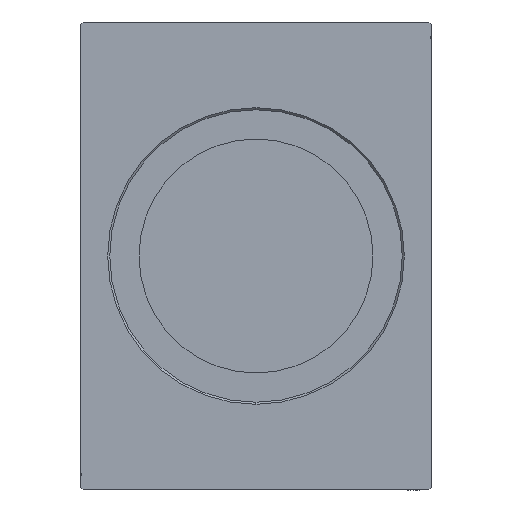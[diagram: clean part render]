
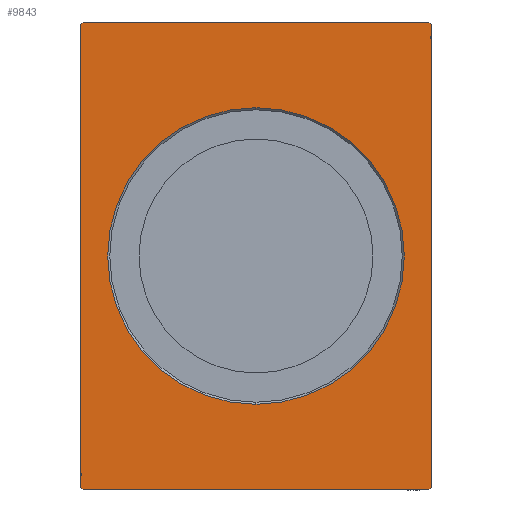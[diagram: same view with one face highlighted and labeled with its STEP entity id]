
A CAD part, left-side view. The second image highlights one B-rep face of the part: STEP entity #9843.
In plain terms, the highlighted planar face has unit normal (-1, 0, 0).
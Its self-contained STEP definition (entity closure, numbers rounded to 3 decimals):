
#66 = CARTESIAN_POINT ( 'NONE',  ( 0., 0., 0. ) ) ;
#928 = DIRECTION ( 'NONE',  ( 0., 0., -1. ) ) ;
#1345 = ORIENTED_EDGE ( 'NONE', *, *, #6529, .T. ) ;
#1787 = ORIENTED_EDGE ( 'NONE', *, *, #29003, .F. ) ;
#2369 = VERTEX_POINT ( 'NONE', #6811 ) ;
#3749 = CARTESIAN_POINT ( 'NONE',  ( 0., 0., 0. ) ) ;
#4259 = DIRECTION ( 'NONE',  ( 0., 0., -1. ) ) ;
#4755 = CARTESIAN_POINT ( 'NONE',  ( 0., 59., 80. ) ) ;
#4959 = DIRECTION ( 'NONE',  ( 0., 0.707, 0.707 ) ) ;
#5377 = LINE ( 'NONE', #21541, #29351 ) ;
#5487 = LINE ( 'NONE', #18446, #36895 ) ;
#5747 = CARTESIAN_POINT ( 'NONE',  ( 0., 0., 0. ) ) ;
#5906 = CARTESIAN_POINT ( 'NONE',  ( 0., -60., 79. ) ) ;
#6294 = DIRECTION ( 'NONE',  ( 0., -0.707, 0.707 ) ) ;
#6529 = EDGE_CURVE ( 'NONE', #2369, #35366, #40024, .T. ) ;
#6656 = DIRECTION ( 'NONE',  ( 1., 0., 0. ) ) ;
#6811 = CARTESIAN_POINT ( 'NONE',  ( 0., 0., 50.7 ) ) ;
#7156 = VECTOR ( 'NONE', #928, 1000. ) ;
#7531 = CARTESIAN_POINT ( 'NONE',  ( 0., 59., -80. ) ) ;
#8596 = VERTEX_POINT ( 'NONE', #14182 ) ;
#8647 = CARTESIAN_POINT ( 'NONE',  ( 0., -59., 80. ) ) ;
#9488 = CARTESIAN_POINT ( 'NONE',  ( 0., 59., -80. ) ) ;
#9843 = ADVANCED_FACE ( 'NONE', ( #19889, #32861 ), #38610, .F. ) ;
#10281 = VERTEX_POINT ( 'NONE', #30035 ) ;
#10320 = DIRECTION ( 'NONE',  ( 0., 0., -1. ) ) ;
#12329 = DIRECTION ( 'NONE',  ( 0., 0., -1. ) ) ;
#12787 = VECTOR ( 'NONE', #13162, 1000. ) ;
#13116 = DIRECTION ( 'NONE',  ( 0., -0.707, -0.707 ) ) ;
#13162 = DIRECTION ( 'NONE',  ( 0., 0.707, -0.707 ) ) ;
#13513 = DIRECTION ( 'NONE',  ( 1., 0., 0. ) ) ;
#14142 = EDGE_LOOP ( 'NONE', ( #32830, #34905, #1787, #27607, #33406, #41556, #40897, #16870 ) ) ;
#14182 = CARTESIAN_POINT ( 'NONE',  ( 0., -59., -80. ) ) ;
#14214 = DIRECTION ( 'NONE',  ( 0., 1., 0. ) ) ;
#15662 = CARTESIAN_POINT ( 'NONE',  ( 0., -59., 80. ) ) ;
#16482 = LINE ( 'NONE', #22656, #27933 ) ;
#16562 = LINE ( 'NONE', #23780, #21931 ) ;
#16870 = ORIENTED_EDGE ( 'NONE', *, *, #22017, .F. ) ;
#17068 = CARTESIAN_POINT ( 'NONE',  ( 0., -60., 79. ) ) ;
#17643 = CARTESIAN_POINT ( 'NONE',  ( 0., 60., 79. ) ) ;
#17892 = VERTEX_POINT ( 'NONE', #17643 ) ;
#18274 = CARTESIAN_POINT ( 'NONE',  ( 0., 0., -50.7 ) ) ;
#18446 = CARTESIAN_POINT ( 'NONE',  ( 0., 60., -79. ) ) ;
#18941 = EDGE_CURVE ( 'NONE', #17892, #29069, #16482, .T. ) ;
#19889 = FACE_BOUND ( 'NONE', #28354, .T. ) ;
#19893 = VERTEX_POINT ( 'NONE', #30037 ) ;
#20325 = AXIS2_PLACEMENT_3D ( 'NONE', #5747, #38490, #12329 ) ;
#21307 = LINE ( 'NONE', #17068, #7156 ) ;
#21320 = LINE ( 'NONE', #7531, #32121 ) ;
#21541 = CARTESIAN_POINT ( 'NONE',  ( 0., 59., 80. ) ) ;
#21931 = VECTOR ( 'NONE', #14214, 1000. ) ;
#22017 = EDGE_CURVE ( 'NONE', #29069, #31539, #5377, .T. ) ;
#22592 = EDGE_CURVE ( 'NONE', #10281, #17892, #5487, .T. ) ;
#22656 = CARTESIAN_POINT ( 'NONE',  ( 0., 60., 79. ) ) ;
#22692 = LINE ( 'NONE', #15662, #32459 ) ;
#23780 = CARTESIAN_POINT ( 'NONE',  ( 0., -59., -80. ) ) ;
#24361 = AXIS2_PLACEMENT_3D ( 'NONE', #3749, #13513, #10320 ) ;
#25117 = VERTEX_POINT ( 'NONE', #5906 ) ;
#27607 = ORIENTED_EDGE ( 'NONE', *, *, #29557, .F. ) ;
#27933 = VECTOR ( 'NONE', #6294, 1000. ) ;
#28354 = EDGE_LOOP ( 'NONE', ( #1345, #35887 ) ) ;
#28463 = CARTESIAN_POINT ( 'NONE',  ( 0., -60., -79. ) ) ;
#29003 = EDGE_CURVE ( 'NONE', #31561, #10281, #21320, .T. ) ;
#29069 = VERTEX_POINT ( 'NONE', #4755 ) ;
#29351 = VECTOR ( 'NONE', #31723, 1000. ) ;
#29557 = EDGE_CURVE ( 'NONE', #8596, #31561, #16562, .T. ) ;
#30035 = CARTESIAN_POINT ( 'NONE',  ( 0., 60., -79. ) ) ;
#30037 = CARTESIAN_POINT ( 'NONE',  ( 0., -60., -79. ) ) ;
#31415 = DIRECTION ( 'NONE',  ( 0., 0., 1. ) ) ;
#31539 = VERTEX_POINT ( 'NONE', #8647 ) ;
#31561 = VERTEX_POINT ( 'NONE', #9488 ) ;
#31723 = DIRECTION ( 'NONE',  ( 0., -1., 0. ) ) ;
#32121 = VECTOR ( 'NONE', #4959, 1000. ) ;
#32300 = LINE ( 'NONE', #28463, #12787 ) ;
#32459 = VECTOR ( 'NONE', #13116, 1000. ) ;
#32830 = ORIENTED_EDGE ( 'NONE', *, *, #18941, .F. ) ;
#32861 = FACE_OUTER_BOUND ( 'NONE', #14142, .T. ) ;
#33342 = EDGE_CURVE ( 'NONE', #19893, #8596, #32300, .T. ) ;
#33406 = ORIENTED_EDGE ( 'NONE', *, *, #33342, .F. ) ;
#33685 = EDGE_CURVE ( 'NONE', #31539, #25117, #22692, .T. ) ;
#34905 = ORIENTED_EDGE ( 'NONE', *, *, #22592, .F. ) ;
#35366 = VERTEX_POINT ( 'NONE', #18274 ) ;
#35887 = ORIENTED_EDGE ( 'NONE', *, *, #36111, .T. ) ;
#36111 = EDGE_CURVE ( 'NONE', #35366, #2369, #37954, .T. ) ;
#36895 = VECTOR ( 'NONE', #31415, 1000. ) ;
#37954 = CIRCLE ( 'NONE', #20325, 50.7 ) ;
#38490 = DIRECTION ( 'NONE',  ( 1., 0., 0. ) ) ;
#38610 = PLANE ( 'NONE',  #24361 ) ;
#39361 = AXIS2_PLACEMENT_3D ( 'NONE', #66, #6656, #4259 ) ;
#39606 = EDGE_CURVE ( 'NONE', #25117, #19893, #21307, .T. ) ;
#40024 = CIRCLE ( 'NONE', #39361, 50.7 ) ;
#40897 = ORIENTED_EDGE ( 'NONE', *, *, #33685, .F. ) ;
#41556 = ORIENTED_EDGE ( 'NONE', *, *, #39606, .F. ) ;
